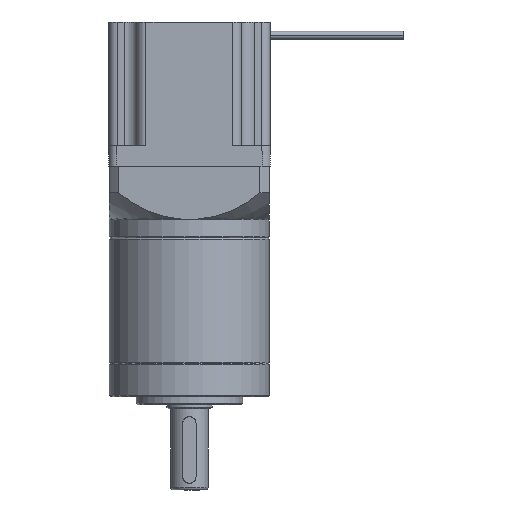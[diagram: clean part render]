
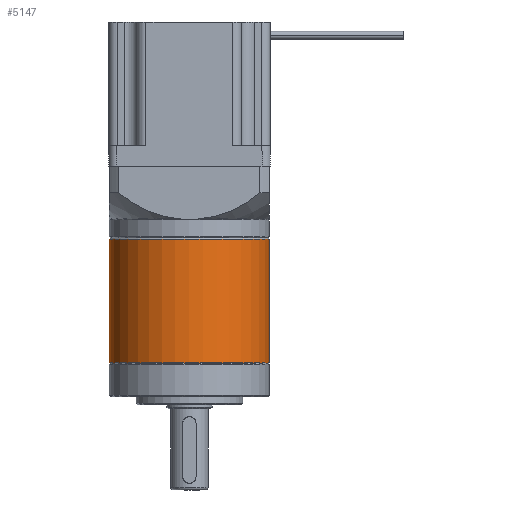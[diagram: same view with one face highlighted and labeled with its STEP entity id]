
A CAD part, front view. The second image highlights one B-rep face of the part: STEP entity #5147.
In plain terms, the highlighted cylindrical face has radius 30 mm (diameter 60 mm), a partial arc.
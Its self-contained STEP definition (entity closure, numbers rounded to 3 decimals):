
#663 = FACE_OUTER_BOUND ( 'NONE', #2127, .T. ) ;
#664 = CYLINDRICAL_SURFACE ( 'NONE', #4668, 30. ) ;
#1402 = CIRCLE ( 'NONE', #1404, 30. ) ;
#1404 = AXIS2_PLACEMENT_3D ( 'NONE', #4251, #4252, #4253 ) ;
#2051 = VERTEX_POINT ( 'NONE', #2428 ) ;
#2052 = VERTEX_POINT ( 'NONE', #2429 ) ;
#2127 = EDGE_LOOP ( 'NONE', ( #4827, #4829, #4828, #4830 ) ) ;
#2428 = CARTESIAN_POINT ( 'NONE',  ( -30., 0., -73.7 ) ) ;
#2429 = CARTESIAN_POINT ( 'NONE',  ( 30., 0., -73.7 ) ) ;
#2957 = LINE ( 'NONE', #4322, #4917 ) ;
#2958 = LINE ( 'NONE', #4332, #4920 ) ;
#3760 = CARTESIAN_POINT ( 'NONE',  ( -30., 0., -27.5 ) ) ;
#3761 = CARTESIAN_POINT ( 'NONE',  ( 30., 0., -27.5 ) ) ;
#4243 = CARTESIAN_POINT ( 'NONE',  ( 0., 0., -73.7 ) ) ;
#4244 = DIRECTION ( 'NONE',  ( 0., 0., 1. ) ) ;
#4245 = DIRECTION ( 'NONE',  ( -1., 0., 0. ) ) ;
#4251 = CARTESIAN_POINT ( 'NONE',  ( 0., 0., -27.5 ) ) ;
#4252 = DIRECTION ( 'NONE',  ( 0., 0., 1. ) ) ;
#4253 = DIRECTION ( 'NONE',  ( -1., 0., 0. ) ) ;
#4322 = CARTESIAN_POINT ( 'NONE',  ( 30., 0., -73.7 ) ) ;
#4324 = DIRECTION ( 'NONE',  ( 0., 0., 1. ) ) ;
#4326 = CARTESIAN_POINT ( 'NONE',  ( 0., 0., -73.7 ) ) ;
#4328 = DIRECTION ( 'NONE',  ( 0., 0., 1. ) ) ;
#4330 = DIRECTION ( 'NONE',  ( -1., 0., 0. ) ) ;
#4332 = CARTESIAN_POINT ( 'NONE',  ( -30., 0., -73.7 ) ) ;
#4334 = DIRECTION ( 'NONE',  ( 0., 0., 1. ) ) ;
#4668 = AXIS2_PLACEMENT_3D ( 'NONE', #4243, #4244, #4245 ) ;
#4827 = ORIENTED_EDGE ( 'NONE', *, *, #5340, .T. ) ;
#4828 = ORIENTED_EDGE ( 'NONE', *, *, #5194, .F. ) ;
#4829 = ORIENTED_EDGE ( 'NONE', *, *, #5339, .T. ) ;
#4830 = ORIENTED_EDGE ( 'NONE', *, *, #5341, .F. ) ;
#4916 = CIRCLE ( 'NONE', #4918, 30. ) ;
#4917 = VECTOR ( 'NONE', #4324, 1000. ) ;
#4918 = AXIS2_PLACEMENT_3D ( 'NONE', #4326, #4328, #4330 ) ;
#4920 = VECTOR ( 'NONE', #4334, 1000. ) ;
#5147 = ADVANCED_FACE ( 'NONE', ( #663 ), #664, .T. ) ;
#5194 = EDGE_CURVE ( 'NONE', #5669, #5670, #1402, .T. ) ;
#5339 = EDGE_CURVE ( 'NONE', #2052, #5670, #2957, .T. ) ;
#5340 = EDGE_CURVE ( 'NONE', #2051, #2052, #4916, .T. ) ;
#5341 = EDGE_CURVE ( 'NONE', #2051, #5669, #2958, .T. ) ;
#5669 = VERTEX_POINT ( 'NONE', #3760 ) ;
#5670 = VERTEX_POINT ( 'NONE', #3761 ) ;
